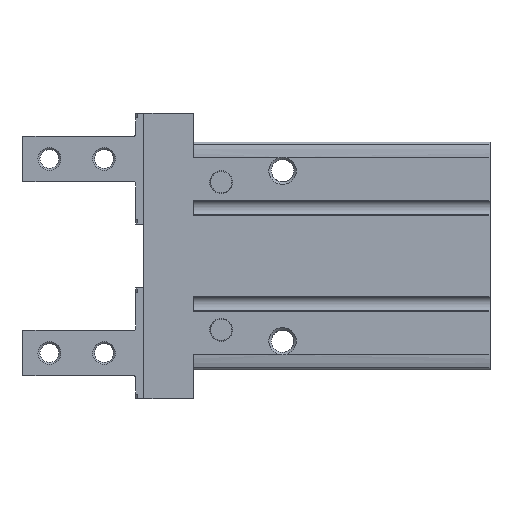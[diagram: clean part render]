
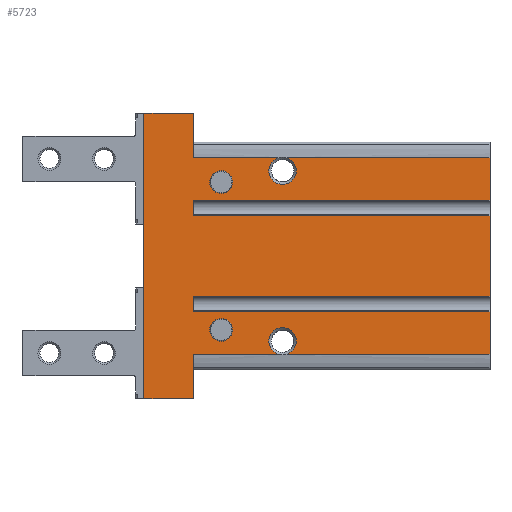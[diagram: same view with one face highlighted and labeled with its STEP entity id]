
A CAD part, left-side view. The second image highlights one B-rep face of the part: STEP entity #5723.
In plain terms, the highlighted face is planar.
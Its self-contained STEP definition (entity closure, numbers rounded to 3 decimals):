
#69=PLANE('',#6184);
#294=LINE('',#8692,#798);
#330=LINE('',#8846,#834);
#335=LINE('',#8870,#839);
#368=LINE('',#9011,#872);
#370=LINE('',#9016,#874);
#371=LINE('',#9024,#875);
#373=LINE('',#9029,#877);
#377=LINE('',#9043,#881);
#378=LINE('',#9045,#882);
#379=LINE('',#9047,#883);
#380=LINE('',#9048,#884);
#381=LINE('',#9050,#885);
#382=LINE('',#9052,#886);
#383=LINE('',#9054,#887);
#384=LINE('',#9056,#888);
#385=LINE('',#9058,#889);
#386=LINE('',#9060,#890);
#387=LINE('',#9062,#891);
#798=VECTOR('',#6816,1000.);
#834=VECTOR('',#6936,1000.);
#839=VECTOR('',#6955,1000.);
#872=VECTOR('',#7048,1000.);
#874=VECTOR('',#7052,1000.);
#875=VECTOR('',#7055,1000.);
#877=VECTOR('',#7059,1000.);
#881=VECTOR('',#7075,1000.);
#882=VECTOR('',#7076,1000.);
#883=VECTOR('',#7077,1000.);
#884=VECTOR('',#7078,1000.);
#885=VECTOR('',#7079,1000.);
#886=VECTOR('',#7080,1000.);
#887=VECTOR('',#7083,1000.);
#888=VECTOR('',#7084,1000.);
#889=VECTOR('',#7085,1000.);
#890=VECTOR('',#7086,1000.);
#891=VECTOR('',#7087,1000.);
#1535=ORIENTED_EDGE('',*,*,#2963,.F.);
#1536=ORIENTED_EDGE('',*,*,#2967,.F.);
#1537=ORIENTED_EDGE('',*,*,#3022,.T.);
#1538=ORIENTED_EDGE('',*,*,#3188,.F.);
#1539=ORIENTED_EDGE('',*,*,#3189,.T.);
#1540=ORIENTED_EDGE('',*,*,#3190,.T.);
#1541=ORIENTED_EDGE('',*,*,#3112,.T.);
#1542=ORIENTED_EDGE('',*,*,#3191,.F.);
#1543=ORIENTED_EDGE('',*,*,#3192,.T.);
#1544=ORIENTED_EDGE('',*,*,#3193,.T.);
#1545=ORIENTED_EDGE('',*,*,#3100,.T.);
#1546=ORIENTED_EDGE('',*,*,#3178,.F.);
#1547=ORIENTED_EDGE('',*,*,#3194,.F.);
#1548=ORIENTED_EDGE('',*,*,#3181,.F.);
#1549=ORIENTED_EDGE('',*,*,#3195,.F.);
#1550=ORIENTED_EDGE('',*,*,#3196,.F.);
#1551=ORIENTED_EDGE('',*,*,#3197,.T.);
#1552=ORIENTED_EDGE('',*,*,#3198,.T.);
#1553=ORIENTED_EDGE('',*,*,#3199,.F.);
#1554=ORIENTED_EDGE('',*,*,#3173,.T.);
#1555=ORIENTED_EDGE('',*,*,#3200,.F.);
#1556=ORIENTED_EDGE('',*,*,#3176,.T.);
#2963=EDGE_CURVE('',#3807,#3807,#4391,.T.);
#2967=EDGE_CURVE('',#3811,#3811,#4395,.T.);
#3022=EDGE_CURVE('',#3859,#3858,#294,.T.);
#3100=EDGE_CURVE('',#3935,#3934,#330,.T.);
#3112=EDGE_CURVE('',#3947,#3946,#335,.T.);
#3173=EDGE_CURVE('',#3997,#3995,#368,.T.);
#3176=EDGE_CURVE('',#3996,#3859,#370,.T.);
#3178=EDGE_CURVE('',#3999,#3934,#371,.T.);
#3181=EDGE_CURVE('',#4002,#4000,#373,.T.);
#3188=EDGE_CURVE('',#4007,#3858,#377,.T.);
#3189=EDGE_CURVE('',#4007,#4008,#378,.T.);
#3190=EDGE_CURVE('',#4008,#3947,#379,.T.);
#3191=EDGE_CURVE('',#4009,#3946,#380,.T.);
#3192=EDGE_CURVE('',#4009,#4010,#381,.T.);
#3193=EDGE_CURVE('',#4010,#3935,#382,.T.);
#3194=EDGE_CURVE('',#4000,#3999,#4484,.T.);
#3195=EDGE_CURVE('',#4011,#4002,#383,.T.);
#3196=EDGE_CURVE('',#4012,#4011,#384,.T.);
#3197=EDGE_CURVE('',#4012,#4013,#385,.T.);
#3198=EDGE_CURVE('',#4013,#4014,#386,.T.);
#3199=EDGE_CURVE('',#3997,#4014,#387,.T.);
#3200=EDGE_CURVE('',#3996,#3995,#4485,.F.);
#3807=VERTEX_POINT('',#8527);
#3811=VERTEX_POINT('',#8537);
#3858=VERTEX_POINT('',#8691);
#3859=VERTEX_POINT('',#8693);
#3934=VERTEX_POINT('',#8845);
#3935=VERTEX_POINT('',#8847);
#3946=VERTEX_POINT('',#8869);
#3947=VERTEX_POINT('',#8871);
#3995=VERTEX_POINT('',#9009);
#3996=VERTEX_POINT('',#9010);
#3997=VERTEX_POINT('',#9012);
#3999=VERTEX_POINT('',#9022);
#4000=VERTEX_POINT('',#9023);
#4002=VERTEX_POINT('',#9028);
#4007=VERTEX_POINT('',#9044);
#4008=VERTEX_POINT('',#9046);
#4009=VERTEX_POINT('',#9049);
#4010=VERTEX_POINT('',#9051);
#4011=VERTEX_POINT('',#9055);
#4012=VERTEX_POINT('',#9057);
#4013=VERTEX_POINT('',#9059);
#4014=VERTEX_POINT('',#9061);
#4391=CIRCLE('',#6064,2.5);
#4395=CIRCLE('',#6070,2.5);
#4484=CIRCLE('',#6185,3.);
#4485=CIRCLE('',#6186,3.);
#4742=EDGE_LOOP('',(#1535));
#4743=EDGE_LOOP('',(#1536));
#4744=EDGE_LOOP('',(#1537,#1538,#1539,#1540,#1541,#1542,#1543,#1544,#1545,
#1546,#1547,#1548,#1549,#1550,#1551,#1552,#1553,#1554,#1555,#1556));
#5170=FACE_BOUND('',#4742,.T.);
#5171=FACE_BOUND('',#4743,.T.);
#5172=FACE_BOUND('',#4744,.T.);
#5723=ADVANCED_FACE('',(#5170,#5171,#5172),#69,.F.);
#6064=AXIS2_PLACEMENT_3D('',#8526,#6721,#6722);
#6070=AXIS2_PLACEMENT_3D('',#8536,#6733,#6734);
#6184=AXIS2_PLACEMENT_3D('',#9042,#7073,#7074);
#6185=AXIS2_PLACEMENT_3D('',#9053,#7081,#7082);
#6186=AXIS2_PLACEMENT_3D('',#9063,#7088,#7089);
#6721=DIRECTION('',(0.,0.,1.));
#6722=DIRECTION('',(1.,0.,0.));
#6733=DIRECTION('',(0.,0.,1.));
#6734=DIRECTION('',(1.,0.,0.));
#6816=DIRECTION('',(1.,0.,0.));
#6936=DIRECTION('',(1.,0.,0.));
#6955=DIRECTION('',(1.,0.,0.));
#7048=DIRECTION('',(0.,-1.,0.));
#7052=DIRECTION('',(0.,-1.,0.));
#7055=DIRECTION('',(0.,-1.,0.));
#7059=DIRECTION('',(0.,-1.,0.));
#7073=DIRECTION('',(0.,0.,-1.));
#7074=DIRECTION('',(-1.,0.,0.));
#7075=DIRECTION('',(0.,-1.,0.));
#7076=DIRECTION('',(1.,0.,0.));
#7077=DIRECTION('',(0.,-1.,0.));
#7078=DIRECTION('',(0.,-1.,0.));
#7079=DIRECTION('',(1.,0.,0.));
#7080=DIRECTION('',(0.,-1.,0.));
#7081=DIRECTION('',(0.,0.,1.));
#7082=DIRECTION('',(1.,0.,0.));
#7083=DIRECTION('',(-1.,0.,0.));
#7084=DIRECTION('',(0.,-1.,0.));
#7085=DIRECTION('',(-1.,0.,0.));
#7086=DIRECTION('',(0.,-1.,0.));
#7087=DIRECTION('',(-1.,0.,0.));
#7088=DIRECTION('',(0.,0.,-1.));
#7089=DIRECTION('',(-1.,0.,0.));
#8526=CARTESIAN_POINT('',(-16.2,58.96,16.5));
#8527=CARTESIAN_POINT('',(-13.7,58.96,16.5));
#8536=CARTESIAN_POINT('',(16.2,58.96,16.5));
#8537=CARTESIAN_POINT('',(18.7,58.96,16.5));
#8691=CARTESIAN_POINT('',(-12.2,0.,16.5));
#8692=CARTESIAN_POINT('',(-21.5,0.,16.5));
#8693=CARTESIAN_POINT('',(-21.5,0.,16.5));
#8845=CARTESIAN_POINT('',(21.5,0.,16.5));
#8846=CARTESIAN_POINT('',(-21.5,0.,16.5));
#8847=CARTESIAN_POINT('',(12.2,0.,16.5));
#8869=CARTESIAN_POINT('',(8.8,0.,16.5));
#8870=CARTESIAN_POINT('',(-21.5,0.,16.5));
#8871=CARTESIAN_POINT('',(-8.8,0.,16.5));
#9009=CARTESIAN_POINT('',(-21.5,46.577,16.5));
#9010=CARTESIAN_POINT('',(-21.5,44.423,16.5));
#9011=CARTESIAN_POINT('',(-21.5,65.1,16.5));
#9012=CARTESIAN_POINT('',(-21.5,65.1,16.5));
#9016=CARTESIAN_POINT('',(-21.5,65.1,16.5));
#9022=CARTESIAN_POINT('',(21.5,44.423,16.5));
#9023=CARTESIAN_POINT('',(21.5,46.577,16.5));
#9024=CARTESIAN_POINT('',(21.5,65.1,16.5));
#9028=CARTESIAN_POINT('',(21.5,65.1,16.5));
#9029=CARTESIAN_POINT('',(21.5,65.1,16.5));
#9042=CARTESIAN_POINT('',(-21.5,65.1,16.5));
#9043=CARTESIAN_POINT('',(-12.2,65.1,16.5));
#9044=CARTESIAN_POINT('',(-12.2,65.1,16.5));
#9045=CARTESIAN_POINT('',(-12.2,65.1,16.5));
#9046=CARTESIAN_POINT('',(-8.8,65.1,16.5));
#9047=CARTESIAN_POINT('',(-8.8,65.1,16.5));
#9048=CARTESIAN_POINT('',(8.8,65.1,16.5));
#9049=CARTESIAN_POINT('',(8.8,65.1,16.5));
#9050=CARTESIAN_POINT('',(8.8,65.1,16.5));
#9051=CARTESIAN_POINT('',(12.2,65.1,16.5));
#9052=CARTESIAN_POINT('',(12.2,65.1,16.5));
#9053=CARTESIAN_POINT('',(18.7,45.5,16.5));
#9054=CARTESIAN_POINT('',(31.3,65.1,16.5));
#9055=CARTESIAN_POINT('',(31.3,65.1,16.5));
#9056=CARTESIAN_POINT('',(31.3,75.9,16.5));
#9057=CARTESIAN_POINT('',(31.3,75.9,16.5));
#9058=CARTESIAN_POINT('',(31.3,75.9,16.5));
#9059=CARTESIAN_POINT('',(-31.3,75.9,16.5));
#9060=CARTESIAN_POINT('',(-31.3,75.9,16.5));
#9061=CARTESIAN_POINT('',(-31.3,65.1,16.5));
#9062=CARTESIAN_POINT('',(31.3,65.1,16.5));
#9063=CARTESIAN_POINT('',(-18.7,45.5,16.5));
